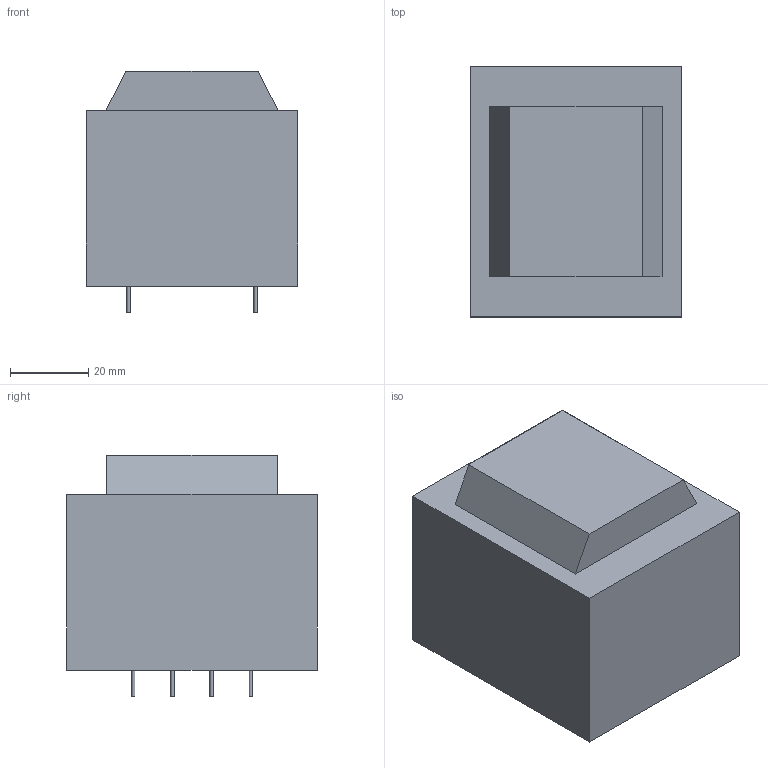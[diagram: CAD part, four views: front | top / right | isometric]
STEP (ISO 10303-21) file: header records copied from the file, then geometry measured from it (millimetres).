
FILE_DESCRIPTION(/* description */ ('','CAx-IF Rec.Pracs.---Representation and Presentation of Product Manufacturing Information (PMI)---4.0---2014-10-13'),/* implementation_level */ '2;1');
FILE_NAME(/* name */ 'BLOCK_PT30-2-18.step',/* time_stamp */ '2025-01-19T18:53:33+01:00',/* author */ (''),/* organization */ (''),/* preprocessor_version */ 'ST-DEVELOPER v20',/* originating_system */ 'Autodesk Translation Framework v13.20.0.188',/* authorisation */ '');
FILE_SCHEMA (('CONFIG_CONTROL_DESIGN','AP242_MANAGED_MODEL_BASED_3D_ENGINEERING_MIM_LF { 1 0 10303 442 1 1 4 }'));
Length unit declared in the file: millimetre
Products named in the file (1): BLOCK_PT30-2-18
Bounding box: 54 x 64 x 61.8 mm (x, y, z)
Volume: 172309.2 mm3; surface area: 19266.4 mm2
Topology: 1 solids, 1 shells, 31 faces, 54 edges, 36 vertices
Faces by surface type: plane 21, cylinder 10
Full cylindrical faces by diameter (mm): 0.8 x6, 2.5 x4
Entity records: 800 total; most frequent: DIRECTION 138, CARTESIAN_POINT 122, ORIENTED_EDGE 108, EDGE_CURVE 54, AXIS2_PLACEMENT_3D 52, EDGE_LOOP 42, VERTEX_POINT 36, LINE 34
